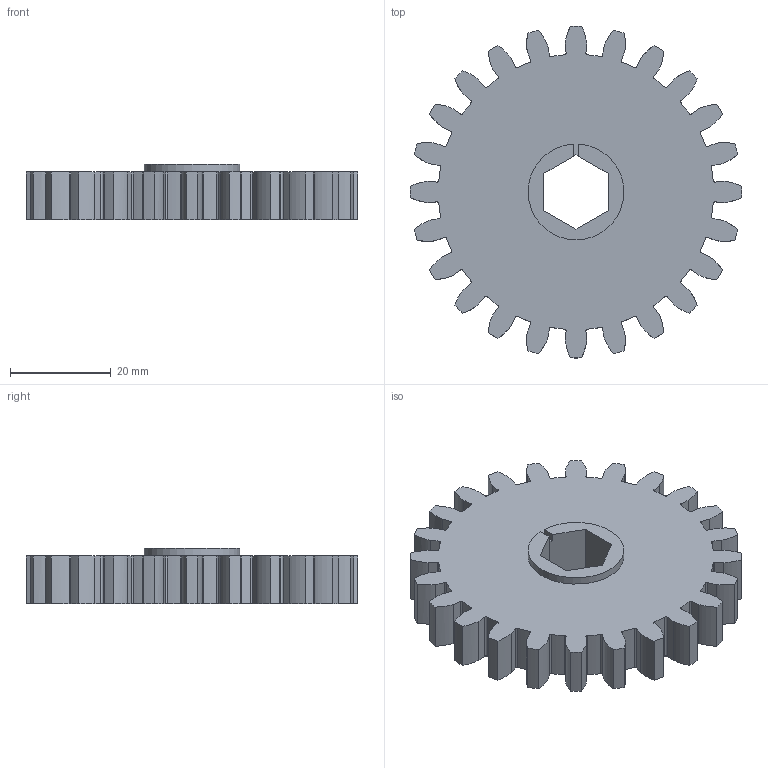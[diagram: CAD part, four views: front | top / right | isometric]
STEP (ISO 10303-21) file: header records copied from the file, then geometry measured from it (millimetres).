
FILE_DESCRIPTION(/* description */ (''),/* implementation_level */ '2;1');
FILE_NAME(/* name */ '24T 10DP Spur Gear.step',/* time_stamp */ '2024-08-02T21:19:16-04:00',/* author */ (''),/* organization */ (''),/* preprocessor_version */ 'ST-DEVELOPER v20',/* originating_system */ 'Autodesk Translation Framework v13.14.0.145',/* authorisation */ '');
FILE_SCHEMA (('AUTOMOTIVE_DESIGN { 1 0 10303 214 3 1 1 }'));
Length unit declared in the file: millimetre
Products named in the file (2): 24T 10DP Spur Gear; Spur Gear (24 teeth)
Assembly tree (1 placements, depth 2):
  24T 10DP Spur Gear
    Spur Gear (24 teeth)
Bounding box: 66.04 x 66.04 x 11.08 mm (x, y, z)
Volume: 26069.5 mm3; surface area: 9895.7 mm2
Topology: 1 solids, 1 shells, 204 faces, 606 edges, 404 vertices
Faces by surface type: cylinder 97, plane 59, bspline 48
Entity records: 20717 total; most frequent: CARTESIAN_POINT 15473, ORIENTED_EDGE 1212, DIRECTION 1022, EDGE_CURVE 606, VERTEX_POINT 404, AXIS2_PLACEMENT_3D 353, LINE 316, VECTOR 316
